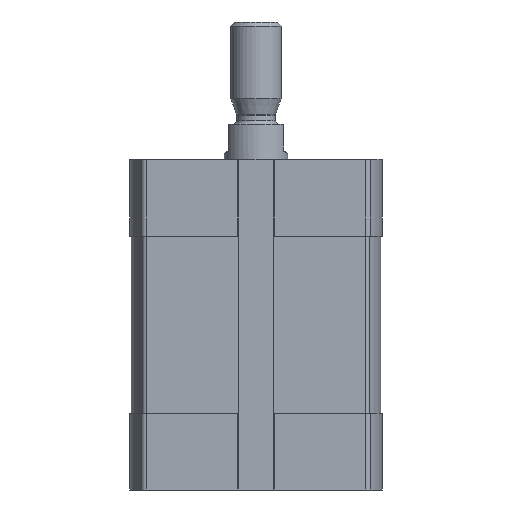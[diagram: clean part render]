
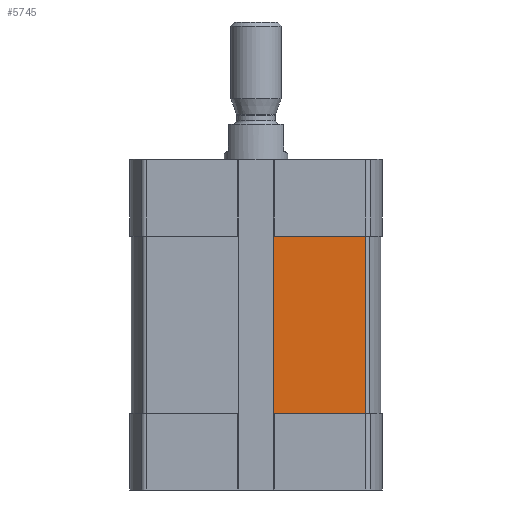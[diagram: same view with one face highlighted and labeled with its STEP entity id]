
A CAD part, left-side view. The second image highlights one B-rep face of the part: STEP entity #5745.
In plain terms, the highlighted planar face has unit normal (-1, 0, 0).
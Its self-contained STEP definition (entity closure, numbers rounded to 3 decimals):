
#73=PLANE('',#6275);
#503=LINE('',#9035,#949);
#601=LINE('',#9380,#1047);
#604=LINE('',#9392,#1050);
#607=LINE('',#9396,#1053);
#949=VECTOR('',#7016,1000.);
#1047=VECTOR('',#7380,1000.);
#1050=VECTOR('',#7393,1000.);
#1053=VECTOR('',#7398,1000.);
#1957=ORIENTED_EDGE('',*,*,#3387,.T.);
#1958=ORIENTED_EDGE('',*,*,#3378,.T.);
#1959=ORIENTED_EDGE('',*,*,#3384,.F.);
#1960=ORIENTED_EDGE('',*,*,#3204,.F.);
#3204=EDGE_CURVE('',#3996,#3997,#503,.T.);
#3378=EDGE_CURVE('',#4111,#4109,#601,.T.);
#3384=EDGE_CURVE('',#3997,#4109,#604,.T.);
#3387=EDGE_CURVE('',#3996,#4111,#607,.T.);
#3996=VERTEX_POINT('',#9034);
#3997=VERTEX_POINT('',#9036);
#4109=VERTEX_POINT('',#9378);
#4111=VERTEX_POINT('',#9381);
#4786=EDGE_LOOP('',(#1957,#1958,#1959,#1960));
#5228=FACE_BOUND('',#4786,.T.);
#5745=ADVANCED_FACE('',(#5228),#73,.T.);
#6275=AXIS2_PLACEMENT_3D('',#9397,#7399,#7400);
#7016=DIRECTION('',(0.,0.,1.));
#7380=DIRECTION('',(0.,0.,1.));
#7393=DIRECTION('',(0.,-1.,0.));
#7398=DIRECTION('',(0.,-1.,0.));
#7399=DIRECTION('',(-1.,0.,0.));
#7400=DIRECTION('',(0.,0.,1.));
#9034=CARTESIAN_POINT('',(-19.5,-2.7,-39.7));
#9035=CARTESIAN_POINT('',(-19.5,-2.7,-51.7));
#9036=CARTESIAN_POINT('',(-19.5,-2.7,-12.));
#9378=CARTESIAN_POINT('',(-19.5,-17.091,-12.));
#9380=CARTESIAN_POINT('',(-19.5,-17.091,-39.7));
#9381=CARTESIAN_POINT('',(-19.5,-17.091,-39.7));
#9392=CARTESIAN_POINT('',(-19.5,17.091,-12.));
#9396=CARTESIAN_POINT('',(-19.5,17.091,-39.7));
#9397=CARTESIAN_POINT('',(-19.5,17.091,-39.7));
